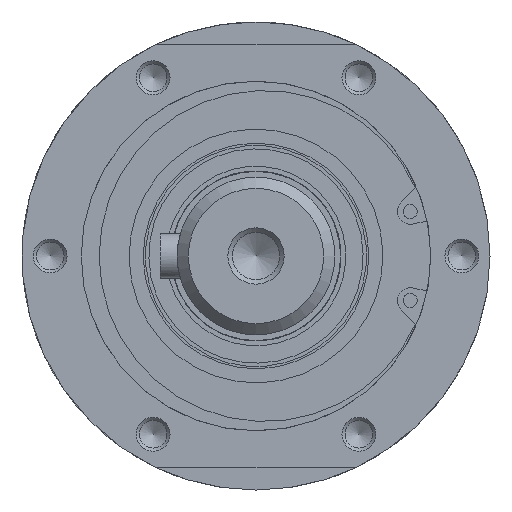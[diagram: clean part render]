
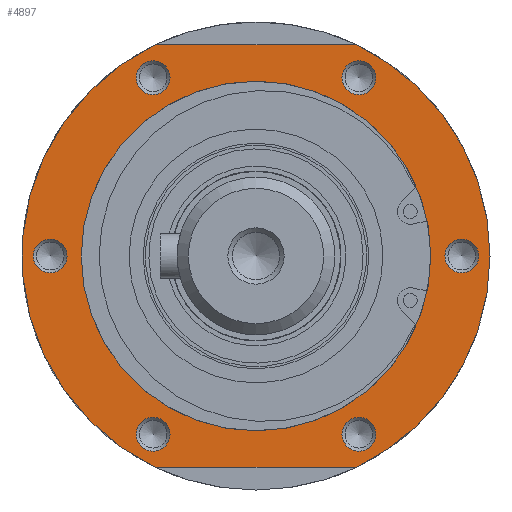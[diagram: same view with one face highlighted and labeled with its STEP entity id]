
A CAD part, left-side view. The second image highlights one B-rep face of the part: STEP entity #4897.
In plain terms, the highlighted planar face has unit normal (-1, 0, 0).
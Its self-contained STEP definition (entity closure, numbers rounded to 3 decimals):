
#95=FACE_BOUND('',#620,.T.);
#96=FACE_BOUND('',#621,.T.);
#97=FACE_BOUND('',#622,.T.);
#98=FACE_BOUND('',#623,.T.);
#99=FACE_BOUND('',#624,.T.);
#100=FACE_BOUND('',#625,.T.);
#101=FACE_BOUND('',#626,.T.);
#143=PLANE('',#5234);
#337=FACE_OUTER_BOUND('',#619,.T.);
#619=EDGE_LOOP('',(#3218,#3219,#3220,#3221,#3222));
#620=EDGE_LOOP('',(#3223));
#621=EDGE_LOOP('',(#3224));
#622=EDGE_LOOP('',(#3225));
#623=EDGE_LOOP('',(#3226,#3227));
#624=EDGE_LOOP('',(#3228));
#625=EDGE_LOOP('',(#3229));
#626=EDGE_LOOP('',(#3230));
#928=LINE('',#7417,#1281);
#932=LINE('',#7428,#1285);
#1281=VECTOR('',#5850,10.);
#1285=VECTOR('',#5860,10.);
#1645=CIRCLE('',#5227,41.5);
#1646=CIRCLE('',#5228,41.5);
#1647=CIRCLE('',#5229,41.5);
#1648=CIRCLE('',#5231,3.);
#1651=CIRCLE('',#5235,3.);
#1652=CIRCLE('',#5236,3.);
#1653=CIRCLE('',#5237,3.);
#1654=CIRCLE('',#5238,31.);
#1655=CIRCLE('',#5239,31.);
#1656=CIRCLE('',#5240,3.);
#1657=CIRCLE('',#5241,3.);
#1954=VERTEX_POINT('',#7414);
#1955=VERTEX_POINT('',#7416);
#1958=VERTEX_POINT('',#7425);
#1959=VERTEX_POINT('',#7427);
#1962=VERTEX_POINT('',#7435);
#1963=VERTEX_POINT('',#7441);
#1966=VERTEX_POINT('',#7449);
#1967=VERTEX_POINT('',#7451);
#1968=VERTEX_POINT('',#7453);
#1969=VERTEX_POINT('',#7455);
#1970=VERTEX_POINT('',#7456);
#1971=VERTEX_POINT('',#7459);
#1972=VERTEX_POINT('',#7461);
#2448=EDGE_CURVE('',#1955,#1954,#928,.T.);
#2453=EDGE_CURVE('',#1959,#1958,#932,.T.);
#2458=EDGE_CURVE('',#1962,#1954,#1645,.T.);
#2459=EDGE_CURVE('',#1955,#1958,#1646,.T.);
#2460=EDGE_CURVE('',#1959,#1962,#1647,.T.);
#2461=EDGE_CURVE('',#1963,#1963,#1648,.T.);
#2465=EDGE_CURVE('',#1966,#1966,#1651,.T.);
#2466=EDGE_CURVE('',#1967,#1967,#1652,.T.);
#2467=EDGE_CURVE('',#1968,#1968,#1653,.T.);
#2468=EDGE_CURVE('',#1969,#1970,#1654,.T.);
#2469=EDGE_CURVE('',#1970,#1969,#1655,.T.);
#2470=EDGE_CURVE('',#1971,#1971,#1656,.T.);
#2471=EDGE_CURVE('',#1972,#1972,#1657,.T.);
#3218=ORIENTED_EDGE('',*,*,#2448,.T.);
#3219=ORIENTED_EDGE('',*,*,#2458,.F.);
#3220=ORIENTED_EDGE('',*,*,#2460,.F.);
#3221=ORIENTED_EDGE('',*,*,#2453,.T.);
#3222=ORIENTED_EDGE('',*,*,#2459,.F.);
#3223=ORIENTED_EDGE('',*,*,#2465,.F.);
#3224=ORIENTED_EDGE('',*,*,#2466,.F.);
#3225=ORIENTED_EDGE('',*,*,#2467,.F.);
#3226=ORIENTED_EDGE('',*,*,#2468,.T.);
#3227=ORIENTED_EDGE('',*,*,#2469,.T.);
#3228=ORIENTED_EDGE('',*,*,#2470,.F.);
#3229=ORIENTED_EDGE('',*,*,#2471,.F.);
#3230=ORIENTED_EDGE('',*,*,#2461,.F.);
#4897=ADVANCED_FACE('',(#337,#95,#96,#97,#98,#99,#100,#101),#143,.T.);
#5227=AXIS2_PLACEMENT_3D('',#7437,#5869,#5870);
#5228=AXIS2_PLACEMENT_3D('',#7438,#5871,#5872);
#5229=AXIS2_PLACEMENT_3D('',#7439,#5873,#5874);
#5231=AXIS2_PLACEMENT_3D('',#7442,#5877,#5878);
#5234=AXIS2_PLACEMENT_3D('',#7448,#5884,#5885);
#5235=AXIS2_PLACEMENT_3D('',#7450,#5886,#5887);
#5236=AXIS2_PLACEMENT_3D('',#7452,#5888,#5889);
#5237=AXIS2_PLACEMENT_3D('',#7454,#5890,#5891);
#5238=AXIS2_PLACEMENT_3D('',#7457,#5892,#5893);
#5239=AXIS2_PLACEMENT_3D('',#7458,#5894,#5895);
#5240=AXIS2_PLACEMENT_3D('',#7460,#5896,#5897);
#5241=AXIS2_PLACEMENT_3D('',#7462,#5898,#5899);
#5850=DIRECTION('',(0.,-1.,0.));
#5860=DIRECTION('',(0.,1.,0.));
#5869=DIRECTION('center_axis',(1.,0.,0.));
#5870=DIRECTION('ref_axis',(0.,1.,0.));
#5871=DIRECTION('center_axis',(1.,0.,0.));
#5872=DIRECTION('ref_axis',(0.,1.,0.));
#5873=DIRECTION('center_axis',(1.,0.,0.));
#5874=DIRECTION('ref_axis',(0.,1.,0.));
#5877=DIRECTION('center_axis',(-1.,0.,0.));
#5878=DIRECTION('ref_axis',(0.,0.866,0.5));
#5884=DIRECTION('center_axis',(-1.,0.,0.));
#5885=DIRECTION('ref_axis',(0.,0.,1.));
#5886=DIRECTION('center_axis',(-1.,0.,0.));
#5887=DIRECTION('ref_axis',(0.,0.,1.));
#5888=DIRECTION('center_axis',(-1.,0.,0.));
#5889=DIRECTION('ref_axis',(0.,-0.866,0.5));
#5890=DIRECTION('center_axis',(-1.,0.,0.));
#5891=DIRECTION('ref_axis',(0.,-0.866,-0.5));
#5892=DIRECTION('center_axis',(1.,0.,0.));
#5893=DIRECTION('ref_axis',(0.,1.,0.));
#5894=DIRECTION('center_axis',(1.,0.,0.));
#5895=DIRECTION('ref_axis',(0.,1.,0.));
#5896=DIRECTION('center_axis',(-1.,0.,0.));
#5897=DIRECTION('ref_axis',(0.,0.,-1.));
#5898=DIRECTION('center_axis',(-1.,0.,0.));
#5899=DIRECTION('ref_axis',(0.,0.866,-0.5));
#7414=CARTESIAN_POINT('',(-214.5,-17.776,-37.5));
#7416=CARTESIAN_POINT('',(-214.5,17.776,-37.5));
#7417=CARTESIAN_POINT('',(-214.5,4.214,-37.5));
#7425=CARTESIAN_POINT('',(-214.5,17.776,37.5));
#7427=CARTESIAN_POINT('',(-214.5,-17.776,37.5));
#7428=CARTESIAN_POINT('',(-214.5,32.036,37.5));
#7435=CARTESIAN_POINT('',(-214.5,-41.5,0.));
#7437=CARTESIAN_POINT('Origin',(-214.5,0.,0.));
#7438=CARTESIAN_POINT('Origin',(-214.5,0.,0.));
#7439=CARTESIAN_POINT('Origin',(-214.5,0.,0.));
#7441=CARTESIAN_POINT('',(-214.5,-20.848,30.11));
#7442=CARTESIAN_POINT('Origin',(-214.5,-18.25,31.61));
#7448=CARTESIAN_POINT('Origin',(-214.5,36.25,0.));
#7449=CARTESIAN_POINT('',(-214.5,-36.5,-3.));
#7450=CARTESIAN_POINT('Origin',(-214.5,-36.5,0.));
#7451=CARTESIAN_POINT('',(-214.5,-15.652,-33.11));
#7452=CARTESIAN_POINT('Origin',(-214.5,-18.25,-31.61));
#7453=CARTESIAN_POINT('',(-214.5,20.848,-30.11));
#7454=CARTESIAN_POINT('Origin',(-214.5,18.25,-31.61));
#7455=CARTESIAN_POINT('',(-214.5,31.,0.));
#7456=CARTESIAN_POINT('',(-214.5,-31.,0.));
#7457=CARTESIAN_POINT('Origin',(-214.5,0.,0.));
#7458=CARTESIAN_POINT('Origin',(-214.5,0.,0.));
#7459=CARTESIAN_POINT('',(-214.5,36.5,3.));
#7460=CARTESIAN_POINT('Origin',(-214.5,36.5,0.));
#7461=CARTESIAN_POINT('',(-214.5,15.652,33.11));
#7462=CARTESIAN_POINT('Origin',(-214.5,18.25,31.61));
